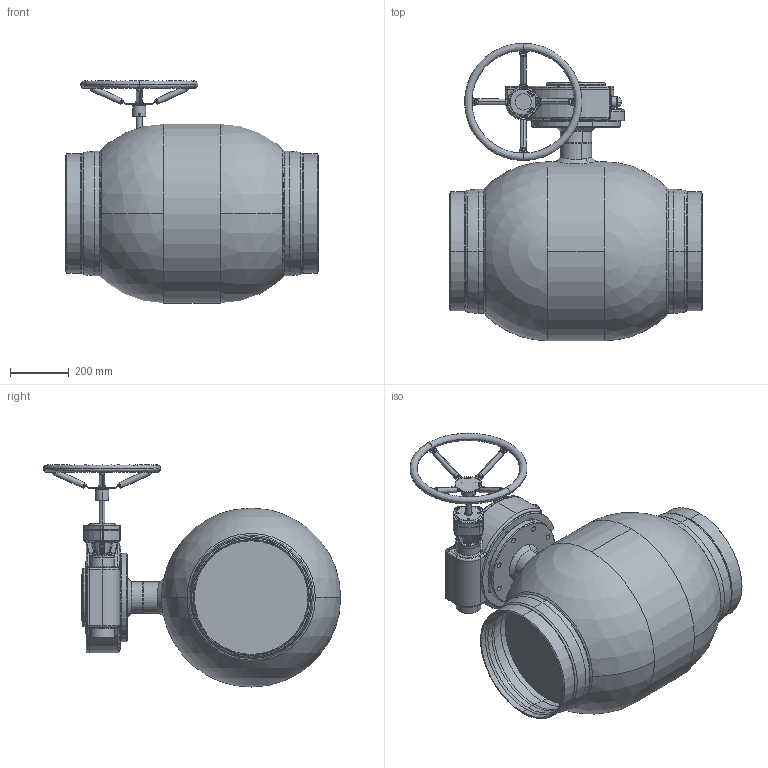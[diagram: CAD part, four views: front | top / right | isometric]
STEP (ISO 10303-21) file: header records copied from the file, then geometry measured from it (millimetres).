
FILE_DESCRIPTION (( 'STEP AP214' ), '1' );
FILE_NAME ('61102400 370.STEP', '2010-10-15T10:33:03', ( 'BROEN A/S' ), ( 'BROEN A/S' ), 'SwSTEP 2.0', 'SolidWorks 2009', '' );
FILE_SCHEMA (( 'AUTOMOTIVE_DESIGN' ));
Length unit declared in the file: millimetre
Products named in the file (1): 61102400 370
Bounding box: 859.8 x 1013.5 x 757 mm (x, y, z)
Surface area: 2999290.4 mm2 (no closed solid volume)
Topology: 0 solids, 59 shells, 933 faces, 3645 edges, 2643 vertices
Faces by surface type: bspline 318, cylinder 294, plane 240, cone 61, torus 16, sphere 4
Entity records: 118332 total; most frequent: CARTESIAN_POINT 80949, ORIENTED_EDGE 5515, DIRECTION 4788, EDGE_CURVE 3610, VERTEX_POINT 2643, AXIS2_PLACEMENT_3D 1675, VECTOR 1438, LINE 1438
